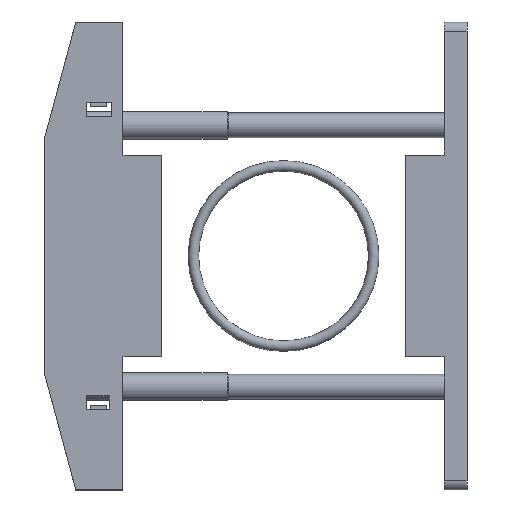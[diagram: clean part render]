
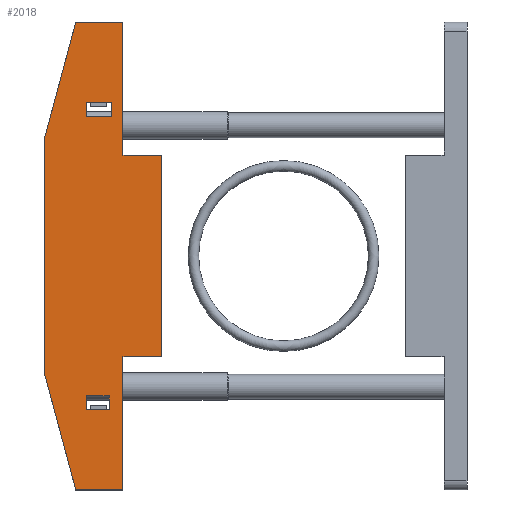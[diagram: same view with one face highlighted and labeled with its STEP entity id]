
A CAD part, top view. The second image highlights one B-rep face of the part: STEP entity #2018.
In plain terms, the highlighted face is planar.
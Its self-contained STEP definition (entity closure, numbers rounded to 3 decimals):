
#142=LINE('',#3136,#370);
#143=LINE('',#3139,#371);
#144=LINE('',#3141,#372);
#145=LINE('',#3143,#373);
#146=LINE('',#3145,#374);
#147=LINE('',#3147,#375);
#148=LINE('',#3149,#376);
#149=LINE('',#3151,#377);
#150=LINE('',#3153,#378);
#151=LINE('',#3155,#379);
#152=LINE('',#3156,#380);
#153=LINE('',#3159,#381);
#154=LINE('',#3161,#382);
#155=LINE('',#3163,#383);
#156=LINE('',#3164,#384);
#157=LINE('',#3167,#385);
#158=LINE('',#3169,#386);
#159=LINE('',#3171,#387);
#370=VECTOR('',#2584,1000.);
#371=VECTOR('',#2585,1000.);
#372=VECTOR('',#2586,1000.);
#373=VECTOR('',#2587,1000.);
#374=VECTOR('',#2588,1000.);
#375=VECTOR('',#2589,1000.);
#376=VECTOR('',#2590,1000.);
#377=VECTOR('',#2591,1000.);
#378=VECTOR('',#2592,1000.);
#379=VECTOR('',#2593,1000.);
#380=VECTOR('',#2594,1000.);
#381=VECTOR('',#2595,1000.);
#382=VECTOR('',#2596,1000.);
#383=VECTOR('',#2597,1000.);
#384=VECTOR('',#2598,1000.);
#385=VECTOR('',#2599,1000.);
#386=VECTOR('',#2600,1000.);
#387=VECTOR('',#2601,1000.);
#744=ORIENTED_EDGE('',*,*,#1181,.F.);
#745=ORIENTED_EDGE('',*,*,#1182,.F.);
#746=ORIENTED_EDGE('',*,*,#1183,.F.);
#747=ORIENTED_EDGE('',*,*,#1184,.F.);
#748=ORIENTED_EDGE('',*,*,#1185,.F.);
#749=ORIENTED_EDGE('',*,*,#1186,.F.);
#750=ORIENTED_EDGE('',*,*,#1187,.F.);
#751=ORIENTED_EDGE('',*,*,#1188,.F.);
#752=ORIENTED_EDGE('',*,*,#1189,.F.);
#753=ORIENTED_EDGE('',*,*,#1190,.F.);
#754=ORIENTED_EDGE('',*,*,#1191,.F.);
#755=ORIENTED_EDGE('',*,*,#1192,.T.);
#756=ORIENTED_EDGE('',*,*,#1193,.T.);
#757=ORIENTED_EDGE('',*,*,#1194,.F.);
#758=ORIENTED_EDGE('',*,*,#1195,.F.);
#759=ORIENTED_EDGE('',*,*,#1196,.T.);
#760=ORIENTED_EDGE('',*,*,#1197,.T.);
#761=ORIENTED_EDGE('',*,*,#1198,.F.);
#1181=EDGE_CURVE('',#1720,#1721,#142,.T.);
#1182=EDGE_CURVE('',#1722,#1720,#143,.T.);
#1183=EDGE_CURVE('',#1723,#1722,#144,.T.);
#1184=EDGE_CURVE('',#1724,#1723,#145,.T.);
#1185=EDGE_CURVE('',#1725,#1724,#146,.T.);
#1186=EDGE_CURVE('',#1726,#1725,#147,.T.);
#1187=EDGE_CURVE('',#1727,#1726,#148,.T.);
#1188=EDGE_CURVE('',#1728,#1727,#149,.T.);
#1189=EDGE_CURVE('',#1729,#1728,#150,.T.);
#1190=EDGE_CURVE('',#1721,#1729,#151,.T.);
#1191=EDGE_CURVE('',#1730,#1731,#152,.T.);
#1192=EDGE_CURVE('',#1730,#1732,#153,.T.);
#1193=EDGE_CURVE('',#1732,#1733,#154,.T.);
#1194=EDGE_CURVE('',#1731,#1733,#155,.T.);
#1195=EDGE_CURVE('',#1734,#1735,#156,.T.);
#1196=EDGE_CURVE('',#1734,#1736,#157,.T.);
#1197=EDGE_CURVE('',#1736,#1737,#158,.T.);
#1198=EDGE_CURVE('',#1735,#1737,#159,.T.);
#1439=EDGE_LOOP('',(#744,#745,#746,#747,#748,#749,#750,#751,#752,#753));
#1440=EDGE_LOOP('',(#754,#755,#756,#757));
#1441=EDGE_LOOP('',(#758,#759,#760,#761));
#1546=PLANE('',#2222);
#1720=VERTEX_POINT('',#3137);
#1721=VERTEX_POINT('',#3138);
#1722=VERTEX_POINT('',#3140);
#1723=VERTEX_POINT('',#3142);
#1724=VERTEX_POINT('',#3144);
#1725=VERTEX_POINT('',#3146);
#1726=VERTEX_POINT('',#3148);
#1727=VERTEX_POINT('',#3150);
#1728=VERTEX_POINT('',#3152);
#1729=VERTEX_POINT('',#3154);
#1730=VERTEX_POINT('',#3157);
#1731=VERTEX_POINT('',#3158);
#1732=VERTEX_POINT('',#3160);
#1733=VERTEX_POINT('',#3162);
#1734=VERTEX_POINT('',#3165);
#1735=VERTEX_POINT('',#3166);
#1736=VERTEX_POINT('',#3168);
#1737=VERTEX_POINT('',#3170);
#1887=FACE_BOUND('',#1439,.T.);
#1888=FACE_BOUND('',#1440,.T.);
#1889=FACE_BOUND('',#1441,.T.);
#2018=ADVANCED_FACE('',(#1887,#1888,#1889),#1546,.F.);
#2222=AXIS2_PLACEMENT_3D('',#3135,#2582,#2583);
#2582=DIRECTION('',(0.,0.,1.));
#2583=DIRECTION('',(1.,0.,0.));
#2584=DIRECTION('',(-1.,0.,0.));
#2585=DIRECTION('',(0.,-1.,0.));
#2586=DIRECTION('',(-1.,0.,0.));
#2587=DIRECTION('',(0.,1.,0.));
#2588=DIRECTION('',(-1.,0.,0.));
#2589=DIRECTION('',(0.,1.,0.));
#2590=DIRECTION('',(0.966,0.259,0.));
#2591=DIRECTION('',(1.,0.,0.));
#2592=DIRECTION('',(0.966,-0.259,0.));
#2593=DIRECTION('',(0.,-1.,0.));
#2594=DIRECTION('',(0.,-1.,0.));
#2595=DIRECTION('',(-1.,0.,0.));
#2596=DIRECTION('',(0.,-1.,0.));
#2597=DIRECTION('',(-1.,0.,0.));
#2598=DIRECTION('',(0.,-1.,0.));
#2599=DIRECTION('',(-1.,0.,0.));
#2600=DIRECTION('',(0.,-1.,0.));
#2601=DIRECTION('',(-1.,0.,0.));
#3135=CARTESIAN_POINT('',(0.,0.,-7.25));
#3136=CARTESIAN_POINT('',(-22.,17.,-7.25));
#3137=CARTESIAN_POINT('',(-22.,17.,-7.25));
#3138=CARTESIAN_POINT('',(-51.,17.,-7.25));
#3139=CARTESIAN_POINT('',(-22.,25.5,-7.25));
#3140=CARTESIAN_POINT('',(-22.,25.5,-7.25));
#3141=CARTESIAN_POINT('',(22.,25.5,-7.25));
#3142=CARTESIAN_POINT('',(22.,25.5,-7.25));
#3143=CARTESIAN_POINT('',(22.,17.,-7.25));
#3144=CARTESIAN_POINT('',(22.,17.,-7.25));
#3145=CARTESIAN_POINT('',(51.,17.,-7.25));
#3146=CARTESIAN_POINT('',(51.,17.,-7.25));
#3147=CARTESIAN_POINT('',(51.,6.699,-7.25));
#3148=CARTESIAN_POINT('',(51.,6.699,-7.25));
#3149=CARTESIAN_POINT('',(26.,0.,-7.25));
#3150=CARTESIAN_POINT('',(26.,0.,-7.25));
#3151=CARTESIAN_POINT('',(-26.,0.,-7.25));
#3152=CARTESIAN_POINT('',(-26.,0.,-7.25));
#3153=CARTESIAN_POINT('',(-51.,6.699,-7.25));
#3154=CARTESIAN_POINT('',(-51.,6.699,-7.25));
#3155=CARTESIAN_POINT('',(-51.,17.,-7.25));
#3156=CARTESIAN_POINT('',(-30.5,10.,-7.25));
#3157=CARTESIAN_POINT('',(-30.5,14.,-7.25));
#3158=CARTESIAN_POINT('',(-30.5,9.,-7.25));
#3159=CARTESIAN_POINT('',(-30.5,14.,-7.25));
#3160=CARTESIAN_POINT('',(-33.5,14.,-7.25));
#3161=CARTESIAN_POINT('',(-33.5,10.,-7.25));
#3162=CARTESIAN_POINT('',(-33.5,9.,-7.25));
#3163=CARTESIAN_POINT('',(-30.5,9.,-7.25));
#3164=CARTESIAN_POINT('',(33.5,10.,-7.25));
#3165=CARTESIAN_POINT('',(33.5,14.5,-7.25));
#3166=CARTESIAN_POINT('',(33.5,9.,-7.25));
#3167=CARTESIAN_POINT('',(33.5,14.5,-7.25));
#3168=CARTESIAN_POINT('',(30.5,14.5,-7.25));
#3169=CARTESIAN_POINT('',(30.5,10.,-7.25));
#3170=CARTESIAN_POINT('',(30.5,9.,-7.25));
#3171=CARTESIAN_POINT('',(33.5,9.,-7.25));
